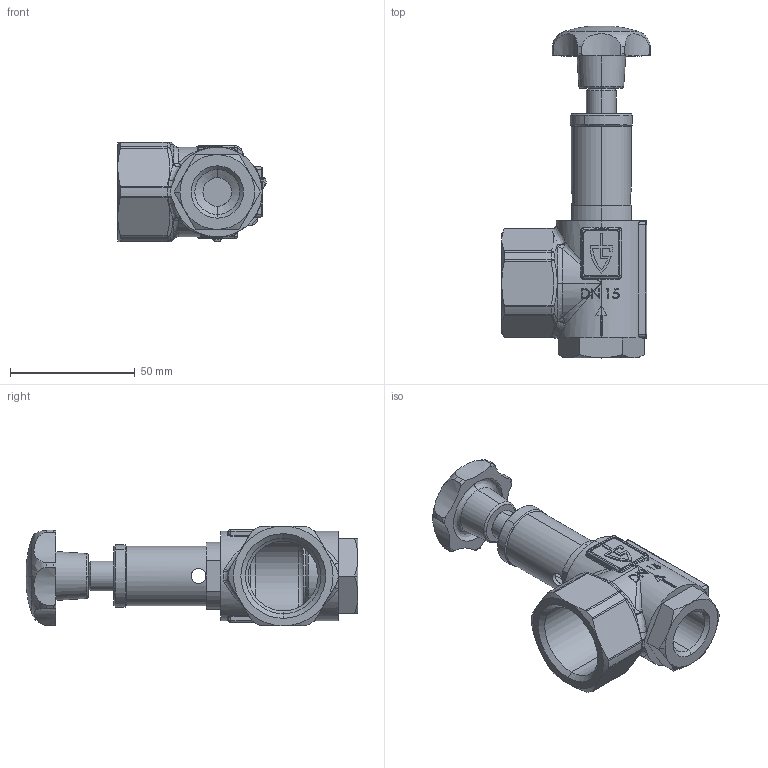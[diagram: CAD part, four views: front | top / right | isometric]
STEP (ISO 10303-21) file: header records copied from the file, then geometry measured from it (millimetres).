
FILE_DESCRIPTION (( 'STEP AP214' ), '1' );
FILE_NAME ('453 bGFO-15-f+f-15+25 Dummy.STEP', '2012-07-26T07:00:31', ( 'Blankenhorn' ), ( '' ), 'SwSTEP 2.0', 'SolidWorks 2011', '' );
FILE_SCHEMA (( 'AUTOMOTIVE_DESIGN' ));
Length unit declared in the file: millimetre
Products named in the file (1): 453 bGFO-15-f+f-15+25 Dummy
Bounding box: 59.68 x 133.25 x 40 mm (x, y, z)
Volume: 65767.9 mm3; surface area: 34637.9 mm2
Topology: 7 solids, 7 shells, 623 faces, 1517 edges, 918 vertices
Faces by surface type: plane 173, cylinder 169, bspline 144, cone 73, torus 52, sphere 12
Entity records: 30011 total; most frequent: CARTESIAN_POINT 9410, ORIENTED_EDGE 3010, DIRECTION 2674, EDGE_CURVE 1505, AXIS2_PLACEMENT_3D 1056, VERTEX_POINT 918, EDGE_LOOP 661, UNCERTAINTY_MEASURE_WITH_UNIT 632
